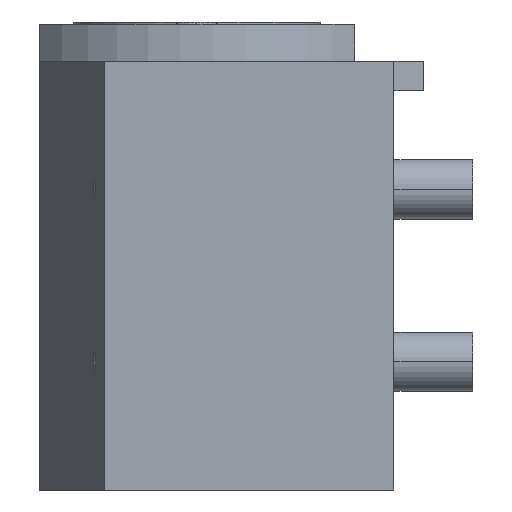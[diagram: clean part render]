
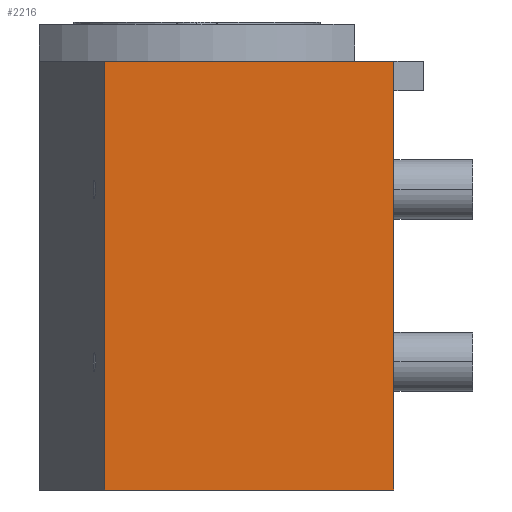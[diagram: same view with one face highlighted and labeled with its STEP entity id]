
A CAD part, front view. The second image highlights one B-rep face of the part: STEP entity #2216.
In plain terms, the highlighted planar face has unit normal (0, -1, 0).
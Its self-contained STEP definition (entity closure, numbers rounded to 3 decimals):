
#27=DIRECTION('',(0.,0.,1.));
#28=VECTOR('',#27,81.);
#29=CARTESIAN_POINT('',(0.,-50.,-81.));
#30=LINE('',#29,#28);
#539=DIRECTION('',(0.,0.,1.));
#540=VECTOR('',#539,87.);
#541=CARTESIAN_POINT('',(-58.721,-50.,-81.));
#542=LINE('',#541,#540);
#543=DIRECTION('',(1.,0.,0.));
#544=VECTOR('',#543,58.721);
#545=CARTESIAN_POINT('',(-58.721,-50.,6.));
#546=LINE('',#545,#544);
#547=DIRECTION('',(0.,0.,-1.));
#548=VECTOR('',#547,6.);
#549=CARTESIAN_POINT('',(0.,-50.,6.));
#550=LINE('',#549,#548);
#551=DIRECTION('',(-1.,0.,0.));
#552=VECTOR('',#551,58.721);
#553=CARTESIAN_POINT('',(0.,-50.,-81.));
#554=LINE('',#553,#552);
#1265=CARTESIAN_POINT('',(0.,-50.,-81.));
#1266=VERTEX_POINT('',#1265);
#1267=CARTESIAN_POINT('',(0.,-50.,6.));
#1268=CARTESIAN_POINT('',(0.,-50.,0.));
#1269=VERTEX_POINT('',#1267);
#1270=VERTEX_POINT('',#1268);
#1291=CARTESIAN_POINT('',(-58.721,-50.,-81.));
#1292=CARTESIAN_POINT('',(-58.721,-50.,6.));
#1293=VERTEX_POINT('',#1291);
#1294=VERTEX_POINT('',#1292);
#2203=CARTESIAN_POINT('',(0.,-50.,-81.));
#2204=DIRECTION('',(0.,-1.,0.));
#2205=DIRECTION('',(0.,0.,1.));
#2206=AXIS2_PLACEMENT_3D('',#2203,#2204,#2205);
#2207=PLANE('',#2206);
#2209=ORIENTED_EDGE('',*,*,#2208,.T.);
#2210=ORIENTED_EDGE('',*,*,#1760,.T.);
#2211=ORIENTED_EDGE('',*,*,#2195,.T.);
#2212=ORIENTED_EDGE('',*,*,#1525,.F.);
#2213=ORIENTED_EDGE('',*,*,#1630,.T.);
#2214=EDGE_LOOP('',(#2209,#2210,#2211,#2212,#2213));
#2215=FACE_OUTER_BOUND('',#2214,.F.);
#2216=ADVANCED_FACE('',(#2215),#2207,.T.);
#1525=EDGE_CURVE('',#1266,#1270,#30,.T.);
#1630=EDGE_CURVE('',#1266,#1293,#554,.T.);
#1760=EDGE_CURVE('',#1294,#1269,#546,.T.);
#2195=EDGE_CURVE('',#1269,#1270,#550,.T.);
#2208=EDGE_CURVE('',#1293,#1294,#542,.T.);
